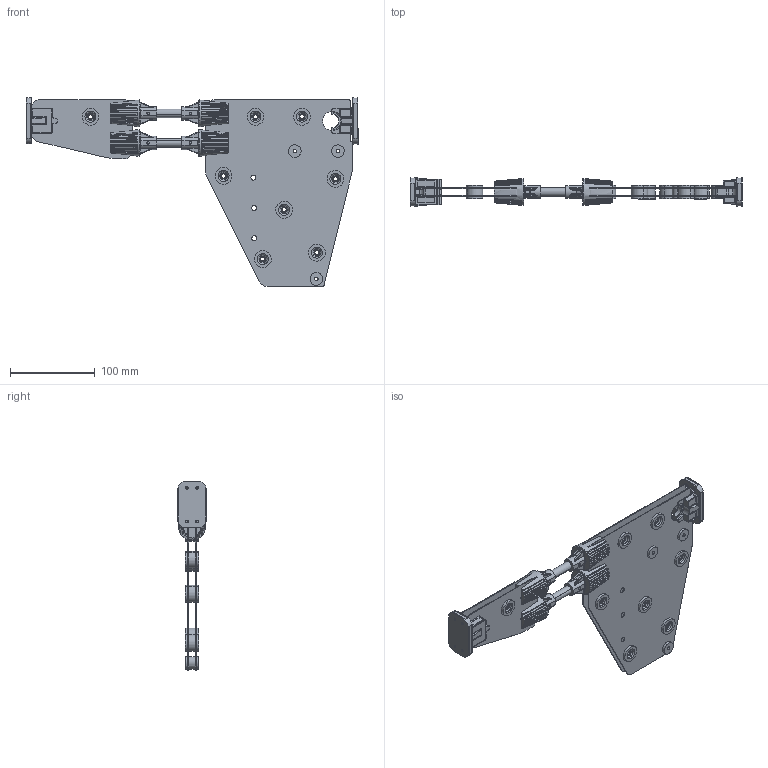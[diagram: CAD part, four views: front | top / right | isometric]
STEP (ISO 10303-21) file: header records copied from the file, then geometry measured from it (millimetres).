
FILE_DESCRIPTION (( 'STEP AP214' ), '1' );
FILE_NAME ('Backbone_Assy_NoAmp.STEP', '2026-01-30T20:35:54', ( '' ), ( '' ), 'SwSTEP 2.0', 'SolidWorks 2025', '' );
FILE_SCHEMA (( 'AUTOMOTIVE_DESIGN' ));
Length unit declared in the file: millimetre
Products named in the file (9): Back Bone-Connector Between Bracket and Frame-Back; Back Bone-Connector Between Bracket and Frame-Front; Back Bone-Connector Between Tube and Frame V2; Back Bone-Front-Carbon Fiber Plate; Back Bone-Spacer; Back Bone- Connecting Tube; Backbone_Assy_NoAmp; Back Bone-Spacer -screw; Back Bone-Back- Carbon Fiber Plate
Assembly tree (23 placements, depth 2):
  Backbone_Assy_NoAmp
    Back Bone-Connector Between Tube and Frame V2  x4
    Back Bone-Front-Carbon Fiber Plate  x2
    Back Bone-Spacer  x8
    Back Bone- Connecting Tube  x2
    Back Bone-Back- Carbon Fiber Plate  x2
    Back Bone-Connector Between Bracket and Frame-Front
    Back Bone-Connector Between Bracket and Frame-Back
    Back Bone-Spacer -screw  x3
Bounding box: 392.9 x 34 x 223.75 mm (x, y, z)
Volume: 255219.6 mm3; surface area: 235070.1 mm2
Topology: 23 solids, 23 shells, 1965 faces, 4902 edges, 3020 vertices
Faces by surface type: cylinder 833, plane 694, bspline 298, torus 124, cone 8, sphere 8
Entity records: 25957 total; most frequent: CARTESIAN_POINT 7250, ORIENTED_EDGE 4002, DIRECTION 3657, EDGE_CURVE 2001, AXIS2_PLACEMENT_3D 1274, VERTEX_POINT 1273, VECTOR 1109, LINE 1109
